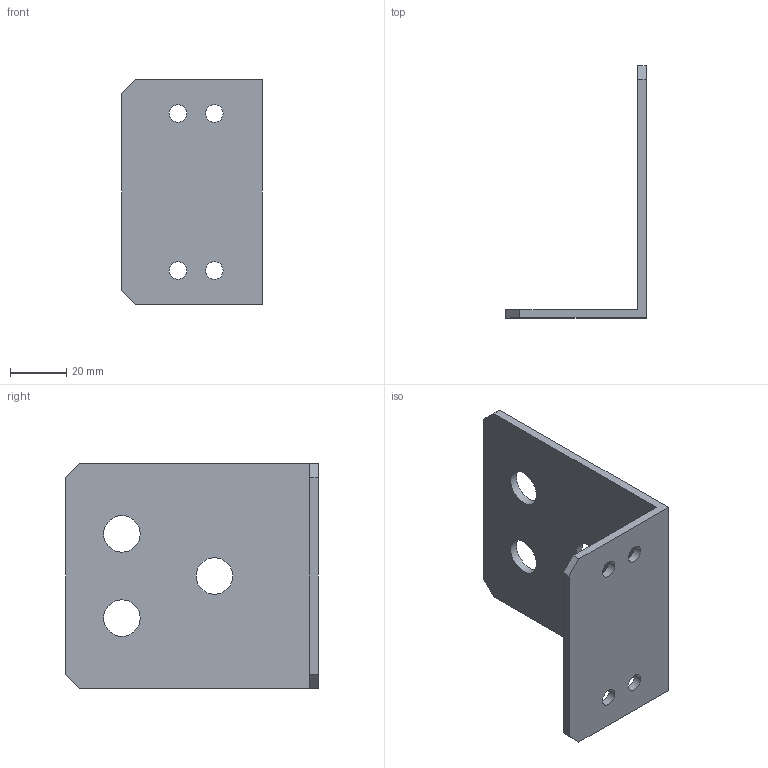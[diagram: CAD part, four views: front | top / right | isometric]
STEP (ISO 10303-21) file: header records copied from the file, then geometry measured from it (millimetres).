
FILE_DESCRIPTION(('FreeCAD Model'),'2;1');
FILE_NAME('Open CASCADE Shape Model','2024-10-15T11:06:23',(''),(''), 'Open CASCADE STEP processor 7.6','FreeCAD','Unknown');
FILE_SCHEMA(('CONFIG_CONTROL_DESIGN','SHAPE_APPEARANCE_LAYER_MIM'));
Length unit declared in the file: millimetre
Products named in the file (1): BoxSideHandleFrame
Bounding box: 50 x 90 x 80 mm (x, y, z)
Volume: 31173.1 mm3; surface area: 22650.2 mm2
Topology: 1 solids, 1 shells, 19 faces, 51 edges, 34 vertices
Faces by surface type: plane 12, cylinder 7
Full cylindrical faces by diameter (mm): 6.2 x4, 13 x3
Entity records: 679 total; most frequent: CARTESIAN_POINT 105, DIRECTION 105, ORIENTED_EDGE 102, EDGE_CURVE 51, LINE 37, VECTOR 37, AXIS2_PLACEMENT_3D 34, VERTEX_POINT 34
